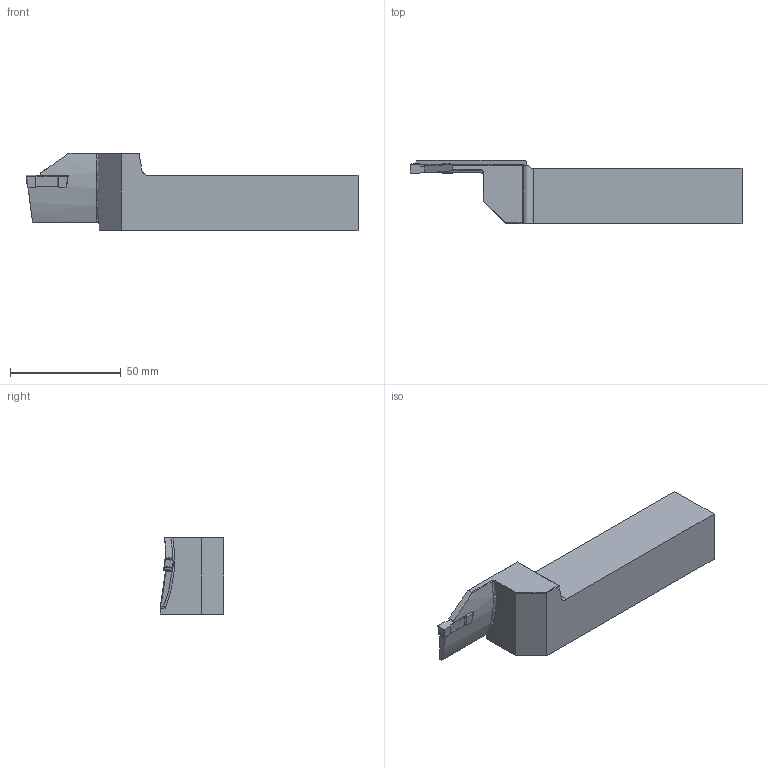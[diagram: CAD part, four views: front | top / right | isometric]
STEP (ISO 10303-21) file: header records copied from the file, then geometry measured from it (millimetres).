
FILE_DESCRIPTION(/* description */ (''),/* implementation_level */ '2;1');
FILE_NAME(/* name */ 'AAKT-IG-R-2525-110-200-4-T32.stp',/* time_stamp */ '2023-10-14T22:32:27+03:00',/* author */ (''),/* organization */ (''),/* preprocessor_version */ 'ST-DEVELOPER v19.4',/* originating_system */ 'SIEMENS PLM Software NX2306.3001',/* authorisation */ '');
FILE_SCHEMA (('AUTOMOTIVE_DESIGN { 1 0 10303 214 3 1 1 1 }'));
Length unit declared in the file: millimetre
Products named in the file (1): AAKT-IG-R-2525-110-200-4-T32_objects
Bounding box: 150 x 28.5 x 35 mm (x, y, z)
Volume: 79797.9 mm3; surface area: 15753.4 mm2
Topology: 2 solids, 2 shells, 75 faces, 190 edges, 119 vertices
Faces by surface type: plane 45, cylinder 20, torus 9, bspline 1
Entity records: 2362 total; most frequent: CARTESIAN_POINT 499, DIRECTION 384, ORIENTED_EDGE 380, EDGE_CURVE 190, AXIS2_PLACEMENT_3D 129, LINE 126, VECTOR 126, VERTEX_POINT 119
